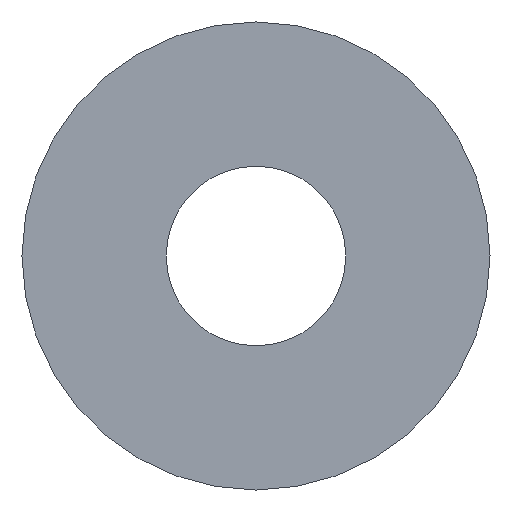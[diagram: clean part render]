
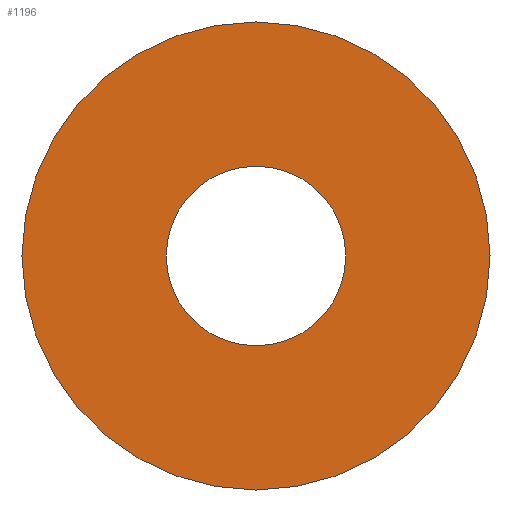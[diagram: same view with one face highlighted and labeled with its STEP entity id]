
A CAD part, left-side view. The second image highlights one B-rep face of the part: STEP entity #1196.
In plain terms, the highlighted face is planar.
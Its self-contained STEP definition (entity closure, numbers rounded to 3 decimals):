
#1022 = CYLINDRICAL_SURFACE('',#1023,4.);
#1023 = AXIS2_PLACEMENT_3D('',#1024,#1025,#1026);
#1024 = CARTESIAN_POINT('',(2.,-4.2,111.2));
#1025 = DIRECTION('',(-1.,0.,0.));
#1026 = DIRECTION('',(0.,1.,0.));
#1078 = CYLINDRICAL_SURFACE('',#1079,1.535);
#1079 = AXIS2_PLACEMENT_3D('',#1080,#1081,#1082);
#1080 = CARTESIAN_POINT('',(2.,-4.2,111.2));
#1081 = DIRECTION('',(-1.,0.,0.));
#1082 = DIRECTION('',(0.,1.,0.));
#1096 = VERTEX_POINT('',#1097);
#1097 = CARTESIAN_POINT('',(2.5,-0.2,111.2));
#1118 = EDGE_CURVE('',#1096,#1096,#1119,.T.);
#1119 = SURFACE_CURVE('',#1120,(#1125,#1132),.PCURVE_S1.);
#1120 = CIRCLE('',#1121,4.);
#1121 = AXIS2_PLACEMENT_3D('',#1122,#1123,#1124);
#1122 = CARTESIAN_POINT('',(2.5,-4.2,111.2));
#1123 = DIRECTION('',(1.,0.,0.));
#1124 = DIRECTION('',(0.,1.,0.));
#1125 = PCURVE('',#1022,#1126);
#1126 = DEFINITIONAL_REPRESENTATION('',(#1127),#1131);
#1127 = LINE('',#1128,#1129);
#1128 = CARTESIAN_POINT('',(-0.,-0.5));
#1129 = VECTOR('',#1130,1.);
#1130 = DIRECTION('',(-1.,0.));
#1131 = ( GEOMETRIC_REPRESENTATION_CONTEXT(2) 
PARAMETRIC_REPRESENTATION_CONTEXT() REPRESENTATION_CONTEXT('2D SPACE',''
  ) );
#1132 = PCURVE('',#1133,#1138);
#1133 = PLANE('',#1134);
#1134 = AXIS2_PLACEMENT_3D('',#1135,#1136,#1137);
#1135 = CARTESIAN_POINT('',(2.5,-4.2,111.2));
#1136 = DIRECTION('',(1.,0.,0.));
#1137 = DIRECTION('',(0.,0.,1.));
#1138 = DEFINITIONAL_REPRESENTATION('',(#1139),#1143);
#1139 = CIRCLE('',#1140,4.);
#1140 = AXIS2_PLACEMENT_2D('',#1141,#1142);
#1141 = CARTESIAN_POINT('',(0.,0.));
#1142 = DIRECTION('',(0.,-1.));
#1143 = ( GEOMETRIC_REPRESENTATION_CONTEXT(2) 
PARAMETRIC_REPRESENTATION_CONTEXT() REPRESENTATION_CONTEXT('2D SPACE',''
  ) );
#1151 = VERTEX_POINT('',#1152);
#1152 = CARTESIAN_POINT('',(2.5,-2.665,111.2));
#1173 = EDGE_CURVE('',#1151,#1151,#1174,.T.);
#1174 = SURFACE_CURVE('',#1175,(#1180,#1187),.PCURVE_S1.);
#1175 = CIRCLE('',#1176,1.535);
#1176 = AXIS2_PLACEMENT_3D('',#1177,#1178,#1179);
#1177 = CARTESIAN_POINT('',(2.5,-4.2,111.2));
#1178 = DIRECTION('',(1.,0.,0.));
#1179 = DIRECTION('',(0.,1.,0.));
#1180 = PCURVE('',#1078,#1181);
#1181 = DEFINITIONAL_REPRESENTATION('',(#1182),#1186);
#1182 = LINE('',#1183,#1184);
#1183 = CARTESIAN_POINT('',(-0.,-0.5));
#1184 = VECTOR('',#1185,1.);
#1185 = DIRECTION('',(-1.,0.));
#1186 = ( GEOMETRIC_REPRESENTATION_CONTEXT(2) 
PARAMETRIC_REPRESENTATION_CONTEXT() REPRESENTATION_CONTEXT('2D SPACE',''
  ) );
#1187 = PCURVE('',#1133,#1188);
#1188 = DEFINITIONAL_REPRESENTATION('',(#1189),#1193);
#1189 = CIRCLE('',#1190,1.535);
#1190 = AXIS2_PLACEMENT_2D('',#1191,#1192);
#1191 = CARTESIAN_POINT('',(0.,0.));
#1192 = DIRECTION('',(0.,-1.));
#1193 = ( GEOMETRIC_REPRESENTATION_CONTEXT(2) 
PARAMETRIC_REPRESENTATION_CONTEXT() REPRESENTATION_CONTEXT('2D SPACE',''
  ) );
#1196 = ADVANCED_FACE('',(#1197,#1200),#1133,.T.);
#1197 = FACE_BOUND('',#1198,.T.);
#1198 = EDGE_LOOP('',(#1199));
#1199 = ORIENTED_EDGE('',*,*,#1118,.T.);
#1200 = FACE_BOUND('',#1201,.F.);
#1201 = EDGE_LOOP('',(#1202));
#1202 = ORIENTED_EDGE('',*,*,#1173,.T.);
